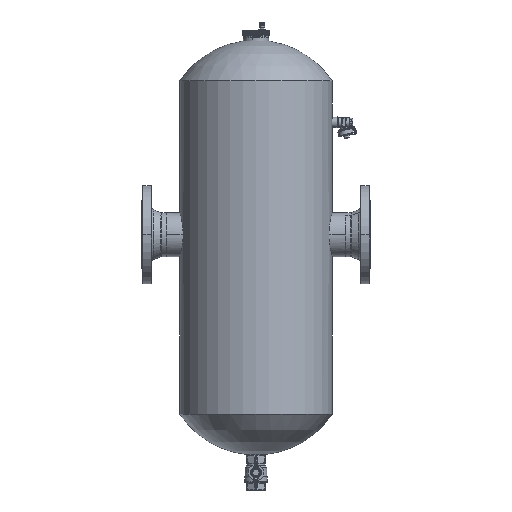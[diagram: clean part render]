
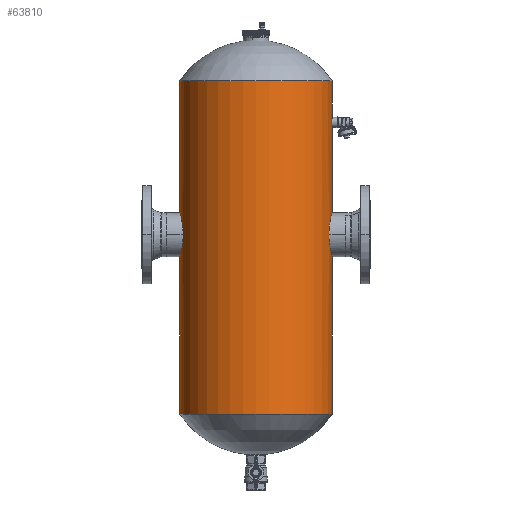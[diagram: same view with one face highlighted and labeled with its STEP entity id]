
A CAD part, front view. The second image highlights one B-rep face of the part: STEP entity #63810.
In plain terms, the highlighted cylindrical face has radius 155 mm (diameter 310 mm), a partial arc.
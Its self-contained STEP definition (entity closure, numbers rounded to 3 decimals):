
#156=CARTESIAN_POINT('Vertex',(-148.49,-44.45,0.)) ;
#160=CARTESIAN_POINT('Control Point',(-148.49,-44.45,0.)) ;
#161=CARTESIAN_POINT('Control Point',(-148.49,-44.45,5.521)) ;
#162=CARTESIAN_POINT('Control Point',(-148.746,-43.593,11.043)) ;
#163=CARTESIAN_POINT('Control Point',(-149.261,-41.878,16.367)) ;
#164=CARTESIAN_POINT('Control Point',(-150.415,-37.693,24.683)) ;
#165=CARTESIAN_POINT('Control Point',(-151.78,-31.592,31.6)) ;
#166=CARTESIAN_POINT('Control Point',(-152.337,-28.84,34.131)) ;
#167=CARTESIAN_POINT('Control Point',(-153.536,-22.032,39.187)) ;
#168=CARTESIAN_POINT('Control Point',(-154.45,-14.171,42.534)) ;
#169=CARTESIAN_POINT('Control Point',(-154.817,-9.53,43.811)) ;
#170=CARTESIAN_POINT('Control Point',(-155.,-4.765,44.45)) ;
#171=CARTESIAN_POINT('Control Point',(-155.,0.,44.45)) ;
#172=CARTESIAN_POINT('Vertex',(-155.,0.,44.45)) ;
#199=CARTESIAN_POINT('Control Point',(-148.49,-44.45,0.)) ;
#200=CARTESIAN_POINT('Control Point',(-148.49,-44.45,-5.521)) ;
#201=CARTESIAN_POINT('Control Point',(-148.746,-43.593,-11.043)) ;
#202=CARTESIAN_POINT('Control Point',(-149.261,-41.878,-16.367)) ;
#203=CARTESIAN_POINT('Control Point',(-150.415,-37.693,-24.683)) ;
#204=CARTESIAN_POINT('Control Point',(-151.78,-31.592,-31.6)) ;
#205=CARTESIAN_POINT('Control Point',(-152.337,-28.84,-34.131)) ;
#206=CARTESIAN_POINT('Control Point',(-153.536,-22.032,-39.187)) ;
#207=CARTESIAN_POINT('Control Point',(-154.45,-14.171,-42.534)) ;
#208=CARTESIAN_POINT('Control Point',(-154.817,-9.53,-43.811)) ;
#209=CARTESIAN_POINT('Control Point',(-155.,-4.765,-44.45)) ;
#210=CARTESIAN_POINT('Control Point',(-155.,0.,-44.45)) ;
#211=CARTESIAN_POINT('Vertex',(-155.,0.,-44.45)) ;
#1258=CARTESIAN_POINT('Control Point',(155.,0.,44.45)) ;
#1259=CARTESIAN_POINT('Control Point',(155.,-6.281,44.45)) ;
#1260=CARTESIAN_POINT('Control Point',(154.682,-12.561,43.341)) ;
#1261=CARTESIAN_POINT('Control Point',(154.044,-18.553,41.121)) ;
#1262=CARTESIAN_POINT('Control Point',(152.794,-26.687,36.351)) ;
#1263=CARTESIAN_POINT('Control Point',(151.416,-33.241,29.747)) ;
#1264=CARTESIAN_POINT('Control Point',(150.965,-35.211,27.388)) ;
#1265=CARTESIAN_POINT('Control Point',(149.885,-39.625,21.064)) ;
#1266=CARTESIAN_POINT('Control Point',(149.04,-42.612,13.882)) ;
#1267=CARTESIAN_POINT('Control Point',(148.673,-43.838,9.333)) ;
#1268=CARTESIAN_POINT('Control Point',(148.49,-44.45,4.667)) ;
#1269=CARTESIAN_POINT('Control Point',(148.49,-44.45,0.)) ;
#1270=CARTESIAN_POINT('Vertex',(155.,0.,44.45)) ;
#1272=CARTESIAN_POINT('Vertex',(148.49,-44.45,0.)) ;
#1339=CARTESIAN_POINT('Control Point',(148.49,-44.45,0.)) ;
#1340=CARTESIAN_POINT('Control Point',(148.49,-44.45,-3.602)) ;
#1341=CARTESIAN_POINT('Control Point',(148.599,-44.085,-7.203)) ;
#1342=CARTESIAN_POINT('Control Point',(148.818,-43.355,-10.751)) ;
#1343=CARTESIAN_POINT('Control Point',(149.414,-41.297,-17.31)) ;
#1344=CARTESIAN_POINT('Control Point',(150.272,-38.044,-23.328)) ;
#1345=CARTESIAN_POINT('Control Point',(150.723,-36.245,-26.035)) ;
#1346=CARTESIAN_POINT('Control Point',(151.674,-32.148,-31.126)) ;
#1347=CARTESIAN_POINT('Control Point',(152.629,-27.196,-35.389)) ;
#1348=CARTESIAN_POINT('Control Point',(153.09,-24.507,-37.303)) ;
#1349=CARTESIAN_POINT('Control Point',(153.999,-18.325,-40.89)) ;
#1350=CARTESIAN_POINT('Control Point',(154.639,-11.515,-43.192)) ;
#1351=CARTESIAN_POINT('Control Point',(154.88,-7.721,-44.031)) ;
#1352=CARTESIAN_POINT('Control Point',(155.,-3.86,-44.45)) ;
#1353=CARTESIAN_POINT('Control Point',(155.,0.,-44.45)) ;
#1354=CARTESIAN_POINT('Vertex',(155.,0.,-44.45)) ;
#2389=CARTESIAN_POINT('Vertex',(155.,0.,218.5)) ;
#2405=CARTESIAN_POINT('Vertex',(155.,0.,239.5)) ;
#2409=CARTESIAN_POINT('Control Point',(155.,0.,239.5)) ;
#2410=CARTESIAN_POINT('Control Point',(155.,-2.122,239.5)) ;
#2411=CARTESIAN_POINT('Control Point',(154.964,-4.243,238.964)) ;
#2412=CARTESIAN_POINT('Control Point',(154.89,-6.182,237.891)) ;
#2413=CARTESIAN_POINT('Control Point',(154.769,-8.553,235.626)) ;
#2414=CARTESIAN_POINT('Control Point',(154.684,-9.906,232.719)) ;
#2415=CARTESIAN_POINT('Control Point',(154.662,-10.231,231.698)) ;
#2416=CARTESIAN_POINT('Control Point',(154.623,-10.81,228.546)) ;
#2417=CARTESIAN_POINT('Control Point',(154.665,-10.187,225.325)) ;
#2418=CARTESIAN_POINT('Control Point',(154.733,-9.226,223.33)) ;
#2419=CARTESIAN_POINT('Control Point',(154.862,-6.941,220.65)) ;
#2420=CARTESIAN_POINT('Control Point',(154.959,-3.851,219.101)) ;
#2421=CARTESIAN_POINT('Control Point',(154.986,-2.595,218.7)) ;
#2422=CARTESIAN_POINT('Control Point',(155.,-1.297,218.5)) ;
#2423=CARTESIAN_POINT('Control Point',(155.,0.,218.5)) ;
#63711=CARTESIAN_POINT('Vertex',(155.,0.,-366.)) ;
#63714=CARTESIAN_POINT('Axis2P3D Location',(0.,0.,-366.)) ;
#63718=CARTESIAN_POINT('Vertex',(-155.,0.,-366.)) ;
#63743=CARTESIAN_POINT('Vertex',(-155.,0.,314.)) ;
#63746=CARTESIAN_POINT('Axis2P3D Location',(0.,0.,314.)) ;
#63750=CARTESIAN_POINT('Vertex',(155.,0.,314.)) ;
#63766=CARTESIAN_POINT('Axis2P3D Location',(0.,0.,-26.)) ;
#63771=CARTESIAN_POINT('Line Origine',(-155.,0.,-26.)) ;
#63776=CARTESIAN_POINT('Line Origine',(155.,0.,-26.)) ;
#63781=CARTESIAN_POINT('Line Origine',(155.,0.,-26.)) ;
#63786=CARTESIAN_POINT('Line Origine',(155.,0.,-26.)) ;
#63791=CARTESIAN_POINT('Line Origine',(-155.,0.,-26.)) ;
#63715=DIRECTION('Axis2P3D Direction',(-0.,0.,-1.)) ;
#63747=DIRECTION('Axis2P3D Direction',(-0.,0.,-1.)) ;
#63767=DIRECTION('Axis2P3D Direction',(-0.,0.,-1.)) ;
#63768=DIRECTION('Axis2P3D XDirection',(1.,0.,0.)) ;
#63772=DIRECTION('Vector Direction',(0.,0.,-1.)) ;
#63777=DIRECTION('Vector Direction',(0.,0.,-1.)) ;
#63782=DIRECTION('Vector Direction',(0.,0.,-1.)) ;
#63787=DIRECTION('Vector Direction',(0.,0.,-1.)) ;
#63792=DIRECTION('Vector Direction',(0.,0.,-1.)) ;
#63716=AXIS2_PLACEMENT_3D('Circle Axis2P3D',#63714,#63715,$) ;
#63748=AXIS2_PLACEMENT_3D('Circle Axis2P3D',#63746,#63747,$) ;
#63769=AXIS2_PLACEMENT_3D('Cylinder Axis2P3D',#63766,#63767,#63768) ;
#63797=ORIENTED_EDGE('',*,*,#63775,.T.) ;
#63798=ORIENTED_EDGE('',*,*,#63720,.F.) ;
#63799=ORIENTED_EDGE('',*,*,#63780,.T.) ;
#63800=ORIENTED_EDGE('',*,*,#1356,.F.) ;
#63801=ORIENTED_EDGE('',*,*,#1274,.F.) ;
#63802=ORIENTED_EDGE('',*,*,#63785,.T.) ;
#63803=ORIENTED_EDGE('',*,*,#2424,.F.) ;
#63804=ORIENTED_EDGE('',*,*,#63790,.T.) ;
#63805=ORIENTED_EDGE('',*,*,#63752,.T.) ;
#63806=ORIENTED_EDGE('',*,*,#63795,.T.) ;
#63807=ORIENTED_EDGE('',*,*,#174,.F.) ;
#63808=ORIENTED_EDGE('',*,*,#213,.T.) ;
#63773=VECTOR('Line Direction',#63772,1.) ;
#63778=VECTOR('Line Direction',#63777,1.) ;
#63783=VECTOR('Line Direction',#63782,1.) ;
#63788=VECTOR('Line Direction',#63787,1.) ;
#63793=VECTOR('Line Direction',#63792,1.) ;
#63810=ADVANCED_FACE('PartBody',(#63809),#63770,.T.) ;
#159=B_SPLINE_CURVE_WITH_KNOTS('',5,(#160,#161,#162,#163,#164,#165,#166,#167,#168,#169,#170,#171),.UNSPECIFIED.,.F.,.U.,(6,3,3,6),(0.,39.041,65.574,99.269),.UNSPECIFIED.) ;
#198=B_SPLINE_CURVE_WITH_KNOTS('',5,(#199,#200,#201,#202,#203,#204,#205,#206,#207,#208,#209,#210),.UNSPECIFIED.,.F.,.U.,(6,3,3,6),(0.,39.041,65.574,99.269),.UNSPECIFIED.) ;
#1257=B_SPLINE_CURVE_WITH_KNOTS('',5,(#1258,#1259,#1260,#1261,#1262,#1263,#1264,#1265,#1266,#1267,#1268,#1269),.UNSPECIFIED.,.F.,.U.,(6,3,3,6),(0.,44.412,66.27,99.27),.UNSPECIFIED.) ;
#1338=B_SPLINE_CURVE_WITH_KNOTS('',5,(#1339,#1340,#1341,#1342,#1343,#1344,#1345,#1346,#1347,#1348,#1349,#1350,#1351,#1352,#1353),.UNSPECIFIED.,.F.,.U.,(6,3,3,3,6),(99.27,124.738,147.812,171.242,198.539),.UNSPECIFIED.) ;
#2408=B_SPLINE_CURVE_WITH_KNOTS('',5,(#2409,#2410,#2411,#2412,#2413,#2414,#2415,#2416,#2417,#2418,#2419,#2420,#2421,#2422,#2423),.UNSPECIFIED.,.F.,.U.,(6,3,3,3,6),(0.,15.002,22.498,37.489,46.663),.UNSPECIFIED.) ;
#63717=CIRCLE('generated circle',#63716,155.) ;
#63749=CIRCLE('generated circle',#63748,155.) ;
#63770=CYLINDRICAL_SURFACE('generated cylinder',#63769,155.) ;
#174=EDGE_CURVE('',#157,#173,#159,.T.) ;
#213=EDGE_CURVE('',#157,#212,#198,.T.) ;
#1274=EDGE_CURVE('',#1271,#1273,#1257,.T.) ;
#1356=EDGE_CURVE('',#1273,#1355,#1338,.T.) ;
#2424=EDGE_CURVE('',#2406,#2390,#2408,.T.) ;
#63720=EDGE_CURVE('',#63712,#63719,#63717,.T.) ;
#63752=EDGE_CURVE('',#63751,#63744,#63749,.T.) ;
#63775=EDGE_CURVE('',#212,#63719,#63774,.T.) ;
#63780=EDGE_CURVE('',#63712,#1355,#63779,.F.) ;
#63785=EDGE_CURVE('',#1271,#2390,#63784,.F.) ;
#63790=EDGE_CURVE('',#2406,#63751,#63789,.F.) ;
#63795=EDGE_CURVE('',#63744,#173,#63794,.T.) ;
#63796=EDGE_LOOP('',(#63797,#63798,#63799,#63800,#63801,#63802,#63803,#63804,#63805,#63806,#63807,#63808)) ;
#63809=FACE_OUTER_BOUND('',#63796,.T.) ;
#63774=LINE('Line',#63771,#63773) ;
#63779=LINE('Line',#63776,#63778) ;
#63784=LINE('Line',#63781,#63783) ;
#63789=LINE('Line',#63786,#63788) ;
#63794=LINE('Line',#63791,#63793) ;
#157=VERTEX_POINT('',#156) ;
#173=VERTEX_POINT('',#172) ;
#212=VERTEX_POINT('',#211) ;
#1271=VERTEX_POINT('',#1270) ;
#1273=VERTEX_POINT('',#1272) ;
#1355=VERTEX_POINT('',#1354) ;
#2390=VERTEX_POINT('',#2389) ;
#2406=VERTEX_POINT('',#2405) ;
#63712=VERTEX_POINT('',#63711) ;
#63719=VERTEX_POINT('',#63718) ;
#63744=VERTEX_POINT('',#63743) ;
#63751=VERTEX_POINT('',#63750) ;
